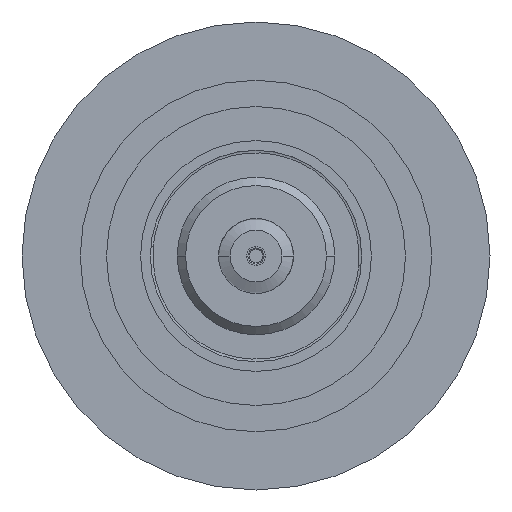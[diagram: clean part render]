
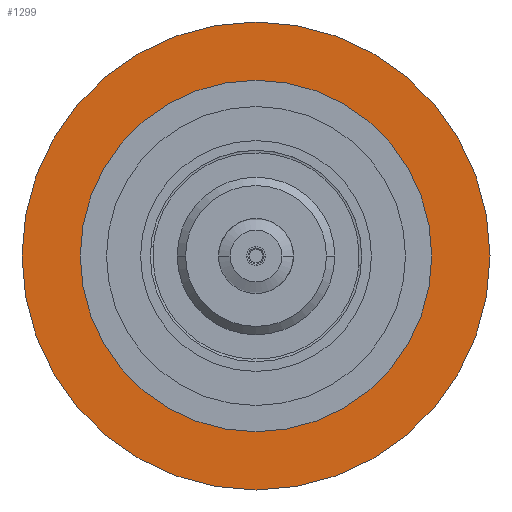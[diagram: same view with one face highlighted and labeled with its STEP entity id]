
A CAD part, front view. The second image highlights one B-rep face of the part: STEP entity #1299.
In plain terms, the highlighted planar face has unit normal (0, -1, 0).
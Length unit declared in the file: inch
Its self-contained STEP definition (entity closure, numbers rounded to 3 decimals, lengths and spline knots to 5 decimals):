
#110 = EDGE_LOOP ( 'NONE', ( #2685, #2702 ) ) ;
#115 = EDGE_LOOP ( 'NONE', ( #2701, #2680 ) ) ;
#164 = CARTESIAN_POINT ( 'NONE',  ( 0., -0.87271, 0. ) ) ;
#165 = DIRECTION ( 'NONE',  ( 0., 1., 0. ) ) ;
#166 = DIRECTION ( 'NONE',  ( 0., 0., 1. ) ) ;
#195 = CARTESIAN_POINT ( 'NONE',  ( 0., -0.87271, 0. ) ) ;
#197 = DIRECTION ( 'NONE',  ( 0., 1., 0. ) ) ;
#198 = DIRECTION ( 'NONE',  ( 0., 0., 1. ) ) ;
#207 = CARTESIAN_POINT ( 'NONE',  ( 0., -0.87271, 0. ) ) ;
#209 = DIRECTION ( 'NONE',  ( 0., 1., 0. ) ) ;
#211 = DIRECTION ( 'NONE',  ( 0., 0., 1. ) ) ;
#375 = DIRECTION ( 'NONE',  ( 0., 1., 0. ) ) ;
#376 = DIRECTION ( 'NONE',  ( 0., 0., 1. ) ) ;
#417 = EDGE_CURVE ( 'NONE', #1137, #1136, #2407, .T. ) ;
#429 = EDGE_CURVE ( 'NONE', #1125, #1124, #2425, .T. ) ;
#432 = EDGE_CURVE ( 'NONE', #1124, #1125, #2430, .T. ) ;
#499 = CARTESIAN_POINT ( 'NONE',  ( 0., -0.87271, 0. ) ) ;
#533 = CIRCLE ( 'NONE', #2646, 0.811 ) ;
#1124 = VERTEX_POINT ( 'NONE', #2134 ) ;
#1125 = VERTEX_POINT ( 'NONE', #2135 ) ;
#1136 = VERTEX_POINT ( 'NONE', #2146 ) ;
#1137 = VERTEX_POINT ( 'NONE', #2147 ) ;
#1299 = ADVANCED_FACE ( 'NONE', ( #3220, #3226 ), #2915, .T. ) ;
#1384 = AXIS2_PLACEMENT_3D ( 'NONE', #499, #375, #376 ) ;
#1390 = AXIS2_PLACEMENT_3D ( 'NONE', #195, #197, #198 ) ;
#1391 = AXIS2_PLACEMENT_3D ( 'NONE', #207, #209, #211 ) ;
#2134 = CARTESIAN_POINT ( 'NONE',  ( 0., -0.87271, -1.08 ) ) ;
#2135 = CARTESIAN_POINT ( 'NONE',  ( 0., -0.87271, 1.08 ) ) ;
#2146 = CARTESIAN_POINT ( 'NONE',  ( 0., -0.87271, 0.811 ) ) ;
#2147 = CARTESIAN_POINT ( 'NONE',  ( 0., -0.87271, -0.811 ) ) ;
#2407 = CIRCLE ( 'NONE', #1384, 0.811 ) ;
#2425 = CIRCLE ( 'NONE', #1390, 1.08 ) ;
#2430 = CIRCLE ( 'NONE', #1391, 1.08 ) ;
#2646 = AXIS2_PLACEMENT_3D ( 'NONE', #164, #165, #166 ) ;
#2680 = ORIENTED_EDGE ( 'NONE', *, *, #417, .T. ) ;
#2685 = ORIENTED_EDGE ( 'NONE', *, *, #429, .F. ) ;
#2701 = ORIENTED_EDGE ( 'NONE', *, *, #3082, .T. ) ;
#2702 = ORIENTED_EDGE ( 'NONE', *, *, #432, .F. ) ;
#2824 = AXIS2_PLACEMENT_3D ( 'NONE', #2912, #2917, #2918 ) ;
#2912 = CARTESIAN_POINT ( 'NONE',  ( -1.08, -0.87271, 0. ) ) ;
#2915 = PLANE ( 'NONE',  #2824 ) ;
#2917 = DIRECTION ( 'NONE',  ( 0., -1., 0. ) ) ;
#2918 = DIRECTION ( 'NONE',  ( 0., 0., -1. ) ) ;
#3082 = EDGE_CURVE ( 'NONE', #1136, #1137, #533, .T. ) ;
#3220 = FACE_BOUND ( 'NONE', #115, .T. ) ;
#3226 = FACE_OUTER_BOUND ( 'NONE', #110, .T. ) ;
